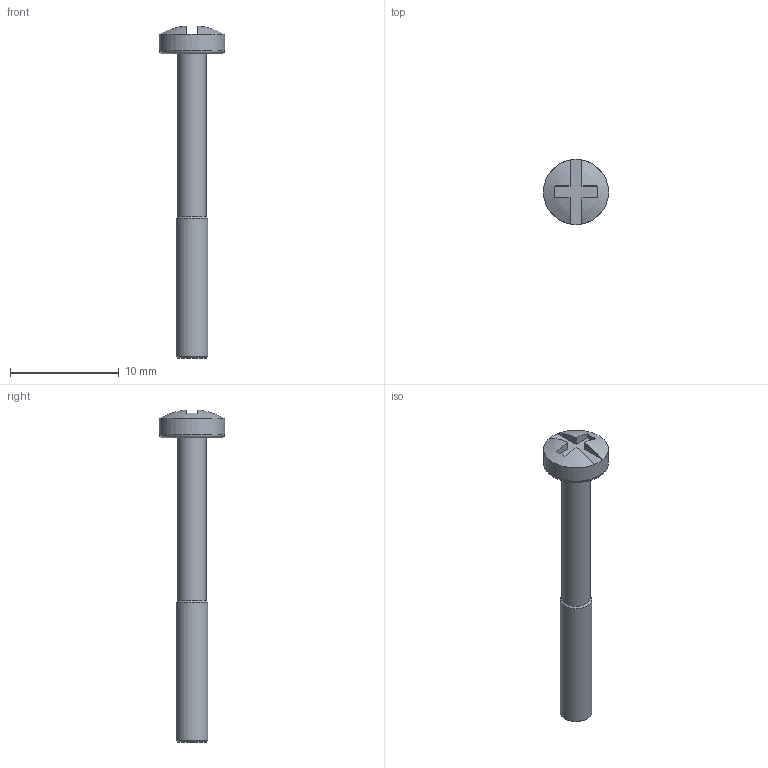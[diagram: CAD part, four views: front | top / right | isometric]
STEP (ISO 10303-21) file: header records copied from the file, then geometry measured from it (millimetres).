
FILE_DESCRIPTION(/* description */ (''),/* implementation_level */ '2;1');
FILE_NAME(/* name */ '5016785__Schraube_part_94444_stp.stp',/* time_stamp */ '2018-09-19T14:48:30+02:00',/* author */ (''),/* organization */ (''),/* preprocessor_version */ 'ST-DEVELOPER v16',/* originating_system */ 'SIEMENS PLM Software NX 10.0',/* authorisation */ '');
FILE_SCHEMA (('AUTOMOTIVE_DESIGN { 1 0 10303 214 3 1 1 1 }'));
Length unit declared in the file: millimetre
Products named in the file (1): 5016785__Schraube_part_94444_stp
Bounding box: 6 x 6 x 30.55 mm (x, y, z)
Volume: 221.8 mm3; surface area: 340.6 mm2
Topology: 1 solids, 1 shells, 21 faces, 46 edges, 30 vertices
Faces by surface type: plane 13, cylinder 3, sphere 2, cone 2, torus 1
Full cylindrical faces by diameter (mm): 2.6 x1, 2.9 x1, 6 x1
Entity records: 560 total; most frequent: DIRECTION 102, CARTESIAN_POINT 88, ORIENTED_EDGE 76, AXIS2_PLACEMENT_3D 42, EDGE_CURVE 38, EDGE_LOOP 30, VERTEX_POINT 28, ADVANCED_FACE 21
